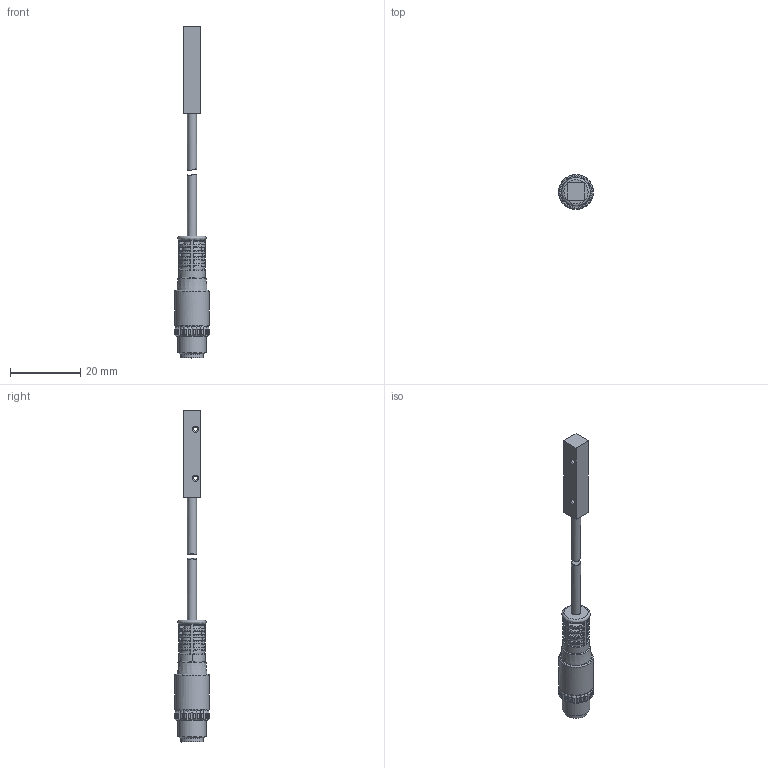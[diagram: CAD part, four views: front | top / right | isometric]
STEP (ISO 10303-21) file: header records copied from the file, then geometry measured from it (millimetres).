
FILE_DESCRIPTION (( 'STEP AP214' ), '1' );
FILE_NAME ('CR5-AP-2F.STEP', '2018-04-18T11:52:24', ( '' ), ( '' ), 'SwSTEP 2.0', 'SolidWorks 2017', '' );
FILE_SCHEMA (( 'AUTOMOTIVE_DESIGN' ));
Length unit declared in the file: inch
Products named in the file (1): CR5-AP-2F
Bounding box: 9.97 x 9.97 x 94.8 mm (x, y, z)
Volume: 2585.6 mm3; surface area: 2156.9 mm2
Topology: 2 solids, 2 shells, 359 faces, 822 edges, 489 vertices
Faces by surface type: plane 127, bspline 123, cylinder 84, cone 22, torus 3
Full cylindrical faces by diameter (mm): 1 x3, 1.25 x2, 2.6 x1, 2.601 x1, 5.8 x1, 6.5 x1, 7.5 x1, 8 x1, 9.8 x1
Entity records: 13494 total; most frequent: CARTESIAN_POINT 6951, ORIENTED_EDGE 1558, DIRECTION 992, EDGE_CURVE 779, VERTEX_POINT 479, EDGE_LOOP 418, AXIS2_PLACEMENT_3D 381, FACE_OUTER_BOUND 378
